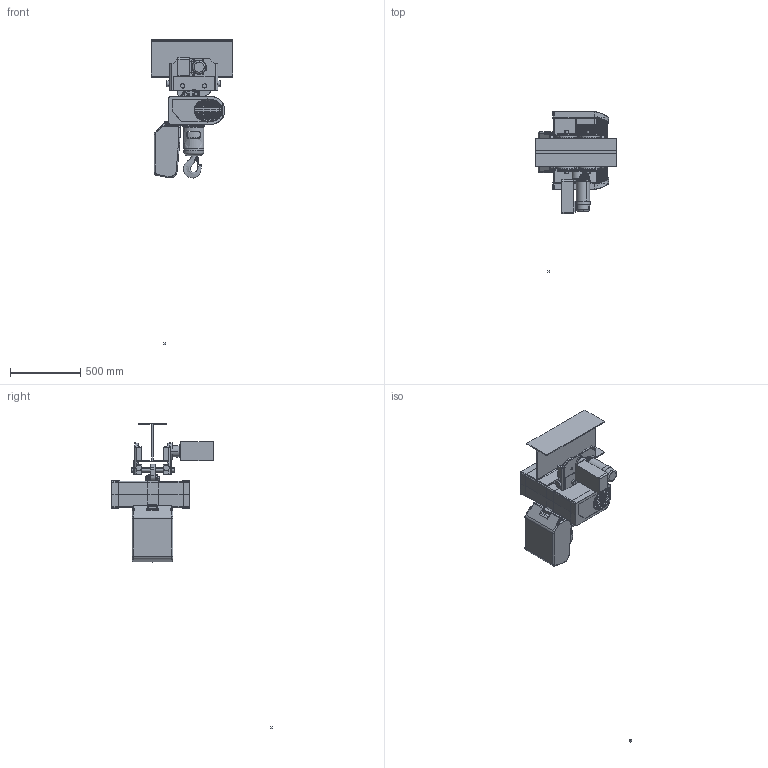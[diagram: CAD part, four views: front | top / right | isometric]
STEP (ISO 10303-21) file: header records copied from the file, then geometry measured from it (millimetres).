
FILE_DESCRIPTION(('STEP AP214'),'1');
FILE_NAME('temp1.stp','2014-09-19T06:39:53',(' '),(' '),'Spatial InterOp 3D',' ',' ');
FILE_SCHEMA(('automotive_design'));
Length unit declared in the file: millimetre
Products named in the file (25): Crane_3D; Fixing; Frame_K16; K5_Lframe; K5_Rframe; K16_runko; H1-1448656_CLX16-MOTOR-TROLL; Cover_1; K5_konecover3; KC-Cover1; KC-Cover2; HoiChaBag_K16_2; Hoi_C3_tro; Hoi_Fix; Hoi_Fix1; Hoi_C3_tro1; Hoi_C3_tro2; GEAR_TMU2; Gear_TMU2; MFTMU; Hook_KX04_2; Hook_body; RSN01; HoiGir; Part_constr_2d
Assembly tree (24 placements, depth 5):
  Crane_3D
    Fixing
    H1-1448656_CLX16-MOTOR-TROLL
      Frame_K16
        K5_Lframe
        K5_Rframe
        K16_runko
      Cover_1
        K5_konecover3
        KC-Cover1
        KC-Cover2
      HoiChaBag_K16_2
      Hoi_C3_tro
        Hoi_Fix
        Hoi_Fix1
        Hoi_C3_tro1
        Hoi_C3_tro2
        GEAR_TMU2
          Gear_TMU2
          MFTMU
    Hook_KX04_2
      Hook_body
      RSN01
    HoiGir
    Part_constr_2d
Bounding box: 582 x 1140 x 2166.67 mm (x, y, z)
Volume: 23038348.1 mm3; surface area: 5092861.8 mm2
Topology: 22 solids, 25 shells, 2762 faces, 7425 edges, 4723 vertices
Faces by surface type: cylinder 1444, plane 806, torus 261, bspline 153, cone 88, sphere 10
Entity records: 148342 total; most frequent: CARTESIAN_POINT 50665, DIRECTION 15025, ORIENTED_EDGE 14770, EDGE_CURVE 7385, AXIS2_PLACEMENT_3D 5824, VERTEX_POINT 4723, STYLED_ITEM 3898, PRESENTATION_STYLE_ASSIGNMENT 3898
